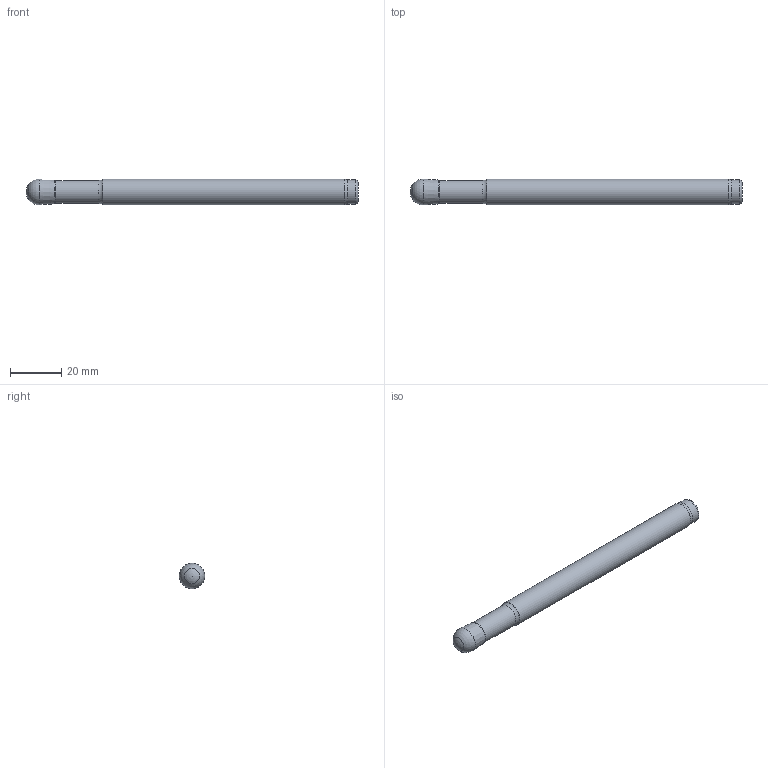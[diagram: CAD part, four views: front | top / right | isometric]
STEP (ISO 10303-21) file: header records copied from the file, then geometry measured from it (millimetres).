
FILE_DESCRIPTION(/* description */ (''),/* implementation_level */ '2;1');
FILE_NAME(/* name */ 'APMR-P3210-D10-C10-L130.stp',/* time_stamp */ '2023-10-02T12:28:06+03:00',/* author */ (''),/* organization */ (''),/* preprocessor_version */ 'ST-DEVELOPER v19.4',/* originating_system */ 'SIEMENS PLM Software NX2306.5001',/* authorisation */ '');
FILE_SCHEMA (('AUTOMOTIVE_DESIGN { 1 0 10303 214 3 1 1 1 }'));
Length unit declared in the file: millimetre
Products named in the file (1): APMR-P3210-D10-C10-L130-LIGHT_x_t_objects
Bounding box: 130 x 10 x 10 mm (x, y, z)
Volume: 10340.6 mm3; surface area: 4454.5 mm2
Topology: 2 solids, 2 shells, 15 faces, 29 edges, 16 vertices
Faces by surface type: cone 4, sphere 3, plane 3, cylinder 3, torus 2
Full cylindrical faces by diameter (mm): 9 x1, 9.5 x1, 10 x1
Entity records: 362 total; most frequent: DIRECTION 66, CARTESIAN_POINT 50, ORIENTED_EDGE 38, AXIS2_PLACEMENT_3D 31, EDGE_LOOP 22, EDGE_CURVE 19, ADVANCED_FACE 15, VERTEX_POINT 15
